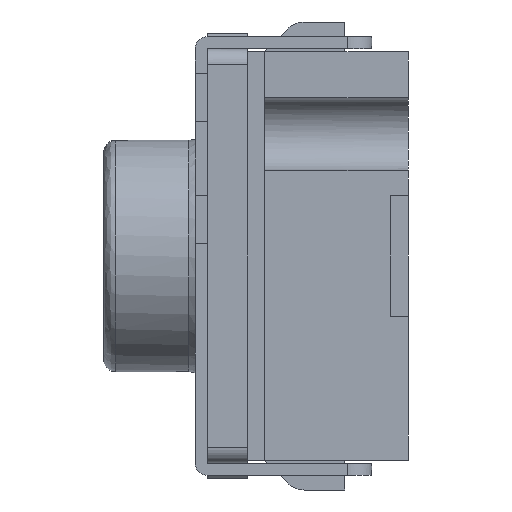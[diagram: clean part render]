
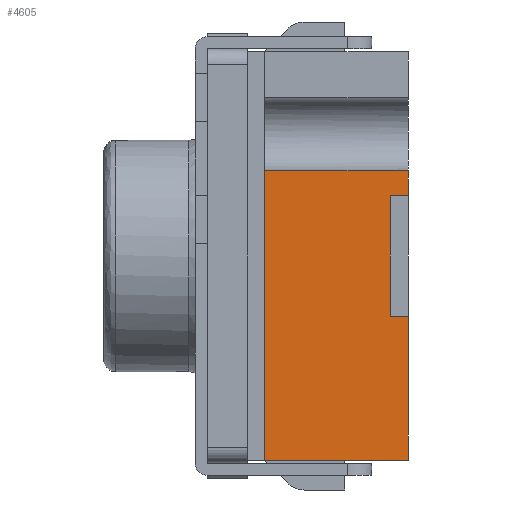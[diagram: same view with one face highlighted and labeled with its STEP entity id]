
A CAD part, left-side view. The second image highlights one B-rep face of the part: STEP entity #4605.
In plain terms, the highlighted planar face has unit normal (-1, 0, 0).
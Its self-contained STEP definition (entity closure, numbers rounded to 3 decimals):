
#31 = CARTESIAN_POINT ( 'NONE',  ( -3., -0.15, -1.675 ) ) ;
#32 = ORIENTED_EDGE ( 'NONE', *, *, #5988, .T. ) ;
#150 = AXIS2_PLACEMENT_3D ( 'NONE', #3570, #6042, #460 ) ;
#159 = VECTOR ( 'NONE', #2507, 1000. ) ;
#346 = EDGE_CURVE ( 'NONE', #767, #4005, #773, .T. ) ;
#460 = DIRECTION ( 'NONE',  ( 0., 0., 1. ) ) ;
#486 = LINE ( 'NONE', #6685, #1874 ) ;
#725 = CARTESIAN_POINT ( 'NONE',  ( -3., 0., -0.495 ) ) ;
#767 = VERTEX_POINT ( 'NONE', #7664 ) ;
#773 = LINE ( 'NONE', #5134, #6153 ) ;
#905 = CARTESIAN_POINT ( 'NONE',  ( -3., 0., -1.675 ) ) ;
#1422 = DIRECTION ( 'NONE',  ( 0., -1., 0. ) ) ;
#1453 = LINE ( 'NONE', #31, #159 ) ;
#1531 = ORIENTED_EDGE ( 'NONE', *, *, #5039, .T. ) ;
#1561 = VERTEX_POINT ( 'NONE', #2159 ) ;
#1645 = VERTEX_POINT ( 'NONE', #2033 ) ;
#1758 = CARTESIAN_POINT ( 'NONE',  ( -3., 1.03, -1.675 ) ) ;
#1815 = EDGE_CURVE ( 'NONE', #4005, #3175, #5709, .T. ) ;
#1874 = VECTOR ( 'NONE', #7846, 1000. ) ;
#1892 = CARTESIAN_POINT ( 'NONE',  ( -3., -0.15, -0.495 ) ) ;
#2033 = CARTESIAN_POINT ( 'NONE',  ( -3., -0.15, -1.675 ) ) ;
#2159 = CARTESIAN_POINT ( 'NONE',  ( -3., -0.15, -0.495 ) ) ;
#2406 = ORIENTED_EDGE ( 'NONE', *, *, #4555, .T. ) ;
#2466 = ORIENTED_EDGE ( 'NONE', *, *, #1815, .T. ) ;
#2472 = ORIENTED_EDGE ( 'NONE', *, *, #7945, .T. ) ;
#2507 = DIRECTION ( 'NONE',  ( 0., 0., 1. ) ) ;
#2557 = DIRECTION ( 'NONE',  ( 0., 0., 1. ) ) ;
#2700 = ORIENTED_EDGE ( 'NONE', *, *, #5518, .T. ) ;
#2953 = CARTESIAN_POINT ( 'NONE',  ( -3., -0.15, 0.7 ) ) ;
#3068 = VECTOR ( 'NONE', #4395, 1000. ) ;
#3153 = VERTEX_POINT ( 'NONE', #1758 ) ;
#3175 = VERTEX_POINT ( 'NONE', #3880 ) ;
#3340 = LINE ( 'NONE', #7586, #5877 ) ;
#3396 = ORIENTED_EDGE ( 'NONE', *, *, #346, .T. ) ;
#3534 = DIRECTION ( 'NONE',  ( 0., 1., 0. ) ) ;
#3570 = CARTESIAN_POINT ( 'NONE',  ( -3., -0.15, -1.675 ) ) ;
#3823 = VECTOR ( 'NONE', #2557, 1000. ) ;
#3880 = CARTESIAN_POINT ( 'NONE',  ( -3., -0.15, 0.7 ) ) ;
#4005 = VERTEX_POINT ( 'NONE', #4240 ) ;
#4218 = LINE ( 'NONE', #2953, #5479 ) ;
#4240 = CARTESIAN_POINT ( 'NONE',  ( -3., -0.15, 0.495 ) ) ;
#4367 = CARTESIAN_POINT ( 'NONE',  ( -3., -0.15, -1.675 ) ) ;
#4395 = DIRECTION ( 'NONE',  ( 0., 1., 0. ) ) ;
#4486 = CARTESIAN_POINT ( 'NONE',  ( -3., 1.03, 0.7 ) ) ;
#4555 = EDGE_CURVE ( 'NONE', #3175, #5899, #4218, .T. ) ;
#4605 = ADVANCED_FACE ( 'NONE', ( #5362 ), #7856, .T. ) ;
#4986 = ORIENTED_EDGE ( 'NONE', *, *, #7438, .T. ) ;
#5039 = EDGE_CURVE ( 'NONE', #3153, #1645, #3340, .T. ) ;
#5134 = CARTESIAN_POINT ( 'NONE',  ( -3., -0.15, 0.495 ) ) ;
#5362 = FACE_OUTER_BOUND ( 'NONE', #5513, .T. ) ;
#5479 = VECTOR ( 'NONE', #3534, 1000. ) ;
#5513 = EDGE_LOOP ( 'NONE', ( #2472, #32, #3396, #2466, #2406, #4986, #1531, #2700 ) ) ;
#5518 = EDGE_CURVE ( 'NONE', #1645, #1561, #1453, .T. ) ;
#5659 = LINE ( 'NONE', #1892, #3068 ) ;
#5709 = LINE ( 'NONE', #4367, #3823 ) ;
#5829 = LINE ( 'NONE', #905, #7113 ) ;
#5877 = VECTOR ( 'NONE', #1422, 1000. ) ;
#5899 = VERTEX_POINT ( 'NONE', #4486 ) ;
#5988 = EDGE_CURVE ( 'NONE', #6234, #767, #5829, .T. ) ;
#6042 = DIRECTION ( 'NONE',  ( -1., 0., 0. ) ) ;
#6153 = VECTOR ( 'NONE', #6470, 1000. ) ;
#6234 = VERTEX_POINT ( 'NONE', #725 ) ;
#6470 = DIRECTION ( 'NONE',  ( 0., -1., 0. ) ) ;
#6685 = CARTESIAN_POINT ( 'NONE',  ( -3., 1.03, -2.304 ) ) ;
#7113 = VECTOR ( 'NONE', #7796, 1000. ) ;
#7438 = EDGE_CURVE ( 'NONE', #5899, #3153, #486, .T. ) ;
#7586 = CARTESIAN_POINT ( 'NONE',  ( -3., -0.15, -1.675 ) ) ;
#7664 = CARTESIAN_POINT ( 'NONE',  ( -3., 0., 0.495 ) ) ;
#7796 = DIRECTION ( 'NONE',  ( 0., 0., 1. ) ) ;
#7846 = DIRECTION ( 'NONE',  ( 0., 0., -1. ) ) ;
#7856 = PLANE ( 'NONE',  #150 ) ;
#7945 = EDGE_CURVE ( 'NONE', #1561, #6234, #5659, .T. ) ;
